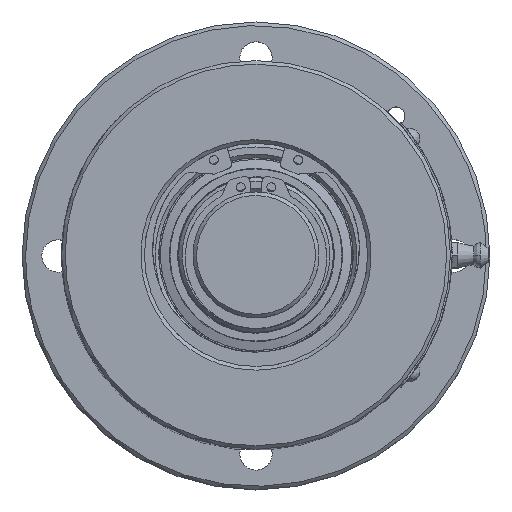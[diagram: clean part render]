
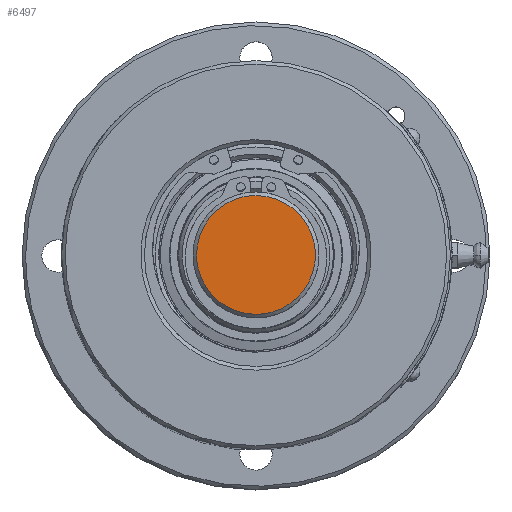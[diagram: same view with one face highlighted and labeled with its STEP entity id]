
A CAD part, top view. The second image highlights one B-rep face of the part: STEP entity #6497.
In plain terms, the highlighted planar face has unit normal (0, 0, 1).
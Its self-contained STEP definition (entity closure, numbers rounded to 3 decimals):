
#1935 = CARTESIAN_POINT ( 'NONE',  ( 4.278, 15.972, 178.9 ) ) ;
#2713 = CARTESIAN_POINT ( 'NONE',  ( -2.16, 16.394, 178.9 ) ) ;
#2854 = CARTESIAN_POINT ( 'NONE',  ( 0., 16.5, 178.9 ) ) ;
#3906 = AXIS2_PLACEMENT_3D ( 'NONE', #5080, #8957, #21763 ) ;
#4799 = CARTESIAN_POINT ( 'NONE',  ( 10.065, 13.119, 178.9 ) ) ;
#4944 = CARTESIAN_POINT ( 'NONE',  ( 1.08, 16.5, 178.9 ) ) ;
#4959 = EDGE_LOOP ( 'NONE', ( #38790, #12217 ) ) ;
#5080 = CARTESIAN_POINT ( 'NONE',  ( 0., 0., 178.9 ) ) ;
#5353 = CARTESIAN_POINT ( 'NONE',  ( 16.5, 1.08, 178.9 ) ) ;
#5373 = B_SPLINE_CURVE_WITH_KNOTS ( 'NONE', 3,
 ( #42078, #32221, #25388, #25948, #29219, #15767, #9024, #12601, #39060, #31944, #35501, #18944, #12329, #32499, #12462, #16038, #19082, #42209, #38783, #19216, #22655, #12863, #6133, #42349, #22249, #35630, #25536, #15903, #5852, #29085, #9434, #2713, #22517, #2854 ),
 .UNSPECIFIED., .F., .F.,
 ( 4, 2, 2, 2, 2, 2, 2, 2, 2, 2, 2, 2, 2, 2, 2, 2, 4 ),
 ( 0., 0.062, 0.125, 0.187, 0.25, 0.312, 0.375, 0.438, 0.5, 0.563, 0.625, 0.688, 0.75, 0.813, 0.875, 0.937, 1. ),
 .UNSPECIFIED. ) ;
#5852 = CARTESIAN_POINT ( 'NONE',  ( -7.312, 14.831, 178.9 ) ) ;
#6018 = CARTESIAN_POINT ( 'NONE',  ( 10.904, -12.431, 178.9 ) ) ;
#6133 = CARTESIAN_POINT ( 'NONE',  ( -14.319, 8.269, 178.9 ) ) ;
#6497 = ADVANCED_FACE ( 'NONE', ( #22960 ), #38031, .F. ) ;
#8108 = CARTESIAN_POINT ( 'NONE',  ( 15.972, -4.278, 178.9 ) ) ;
#8536 = CARTESIAN_POINT ( 'NONE',  ( 0., 16.5, 178.9 ) ) ;
#8957 = DIRECTION ( 'NONE',  ( 0., 0., -1. ) ) ;
#9024 = CARTESIAN_POINT ( 'NONE',  ( -8.269, -14.319, 178.9 ) ) ;
#9434 = CARTESIAN_POINT ( 'NONE',  ( -4.278, 15.972, 178.9 ) ) ;
#9459 = CARTESIAN_POINT ( 'NONE',  ( 10.065, -13.119, 178.9 ) ) ;
#12217 = ORIENTED_EDGE ( 'NONE', *, *, #39020, .F. ) ;
#12329 = CARTESIAN_POINT ( 'NONE',  ( -14.831, -7.312, 178.9 ) ) ;
#12462 = CARTESIAN_POINT ( 'NONE',  ( -15.972, -4.278, 178.9 ) ) ;
#12601 = CARTESIAN_POINT ( 'NONE',  ( -10.065, -13.119, 178.9 ) ) ;
#12863 = CARTESIAN_POINT ( 'NONE',  ( -14.831, 7.312, 178.9 ) ) ;
#13025 = CARTESIAN_POINT ( 'NONE',  ( 1.08, -16.5, 178.9 ) ) ;
#15040 = EDGE_CURVE ( 'NONE', #15112, #28227, #5373, .T. ) ;
#15112 = VERTEX_POINT ( 'NONE', #36197 ) ;
#15130 = CARTESIAN_POINT ( 'NONE',  ( 14.831, 7.312, 178.9 ) ) ;
#15767 = CARTESIAN_POINT ( 'NONE',  ( -7.312, -14.831, 178.9 ) ) ;
#15903 = CARTESIAN_POINT ( 'NONE',  ( -8.269, 14.319, 178.9 ) ) ;
#16038 = CARTESIAN_POINT ( 'NONE',  ( -16.394, -2.16, 178.9 ) ) ;
#16211 = CARTESIAN_POINT ( 'NONE',  ( 8.269, -14.319, 178.9 ) ) ;
#16346 = CARTESIAN_POINT ( 'NONE',  ( 4.278, -15.972, 178.9 ) ) ;
#17889 = CARTESIAN_POINT ( 'NONE',  ( 15.657, 5.317, 178.9 ) ) ;
#18317 = CARTESIAN_POINT ( 'NONE',  ( 2.16, 16.394, 178.9 ) ) ;
#18479 = B_SPLINE_CURVE_WITH_KNOTS ( 'NONE', 3,
 ( #8536, #4944, #18317, #1935, #24896, #31173, #31455, #4799, #34746, #37609, #25044, #27774, #15130, #17889, #38029, #21761, #5353, #28331, #40759, #8108, #26114, #19384, #29245, #42235, #22681, #6018, #9459, #16211, #19243, #32662, #16346, #38671, #13025, #22545 ),
 .UNSPECIFIED., .F., .F.,
 ( 4, 2, 2, 2, 2, 2, 2, 2, 2, 2, 2, 2, 2, 2, 2, 2, 4 ),
 ( 0., 0.062, 0.125, 0.187, 0.25, 0.312, 0.375, 0.437, 0.5, 0.562, 0.625, 0.687, 0.75, 0.812, 0.875, 0.937, 1. ),
 .UNSPECIFIED. ) ;
#18944 = CARTESIAN_POINT ( 'NONE',  ( -14.319, -8.269, 178.9 ) ) ;
#19082 = CARTESIAN_POINT ( 'NONE',  ( -16.5, -1.08, 178.9 ) ) ;
#19216 = CARTESIAN_POINT ( 'NONE',  ( -15.972, 4.278, 178.9 ) ) ;
#19243 = CARTESIAN_POINT ( 'NONE',  ( 7.312, -14.831, 178.9 ) ) ;
#19384 = CARTESIAN_POINT ( 'NONE',  ( 14.831, -7.312, 178.9 ) ) ;
#20576 = CARTESIAN_POINT ( 'NONE',  ( 0., 16.5, 178.9 ) ) ;
#21761 = CARTESIAN_POINT ( 'NONE',  ( 16.394, 2.16, 178.9 ) ) ;
#21763 = DIRECTION ( 'NONE',  ( -1., 0., 0. ) ) ;
#22249 = CARTESIAN_POINT ( 'NONE',  ( -12.431, 10.904, 178.9 ) ) ;
#22517 = CARTESIAN_POINT ( 'NONE',  ( -1.08, 16.5, 178.9 ) ) ;
#22545 = CARTESIAN_POINT ( 'NONE',  ( 0., -16.5, 178.9 ) ) ;
#22655 = CARTESIAN_POINT ( 'NONE',  ( -15.657, 5.317, 178.9 ) ) ;
#22681 = CARTESIAN_POINT ( 'NONE',  ( 12.431, -10.904, 178.9 ) ) ;
#22960 = FACE_OUTER_BOUND ( 'NONE', #4959, .T. ) ;
#24896 = CARTESIAN_POINT ( 'NONE',  ( 5.317, 15.657, 178.9 ) ) ;
#25044 = CARTESIAN_POINT ( 'NONE',  ( 13.119, 10.065, 178.9 ) ) ;
#25388 = CARTESIAN_POINT ( 'NONE',  ( -2.16, -16.394, 178.9 ) ) ;
#25536 = CARTESIAN_POINT ( 'NONE',  ( -10.065, 13.119, 178.9 ) ) ;
#25948 = CARTESIAN_POINT ( 'NONE',  ( -4.278, -15.972, 178.9 ) ) ;
#26114 = CARTESIAN_POINT ( 'NONE',  ( 15.657, -5.317, 178.9 ) ) ;
#27774 = CARTESIAN_POINT ( 'NONE',  ( 14.319, 8.269, 178.9 ) ) ;
#28227 = VERTEX_POINT ( 'NONE', #20576 ) ;
#28331 = CARTESIAN_POINT ( 'NONE',  ( 16.5, -1.08, 178.9 ) ) ;
#29085 = CARTESIAN_POINT ( 'NONE',  ( -5.317, 15.657, 178.9 ) ) ;
#29219 = CARTESIAN_POINT ( 'NONE',  ( -5.317, -15.657, 178.9 ) ) ;
#29245 = CARTESIAN_POINT ( 'NONE',  ( 14.319, -8.269, 178.9 ) ) ;
#31173 = CARTESIAN_POINT ( 'NONE',  ( 7.312, 14.831, 178.9 ) ) ;
#31455 = CARTESIAN_POINT ( 'NONE',  ( 8.269, 14.319, 178.9 ) ) ;
#31944 = CARTESIAN_POINT ( 'NONE',  ( -12.431, -10.904, 178.9 ) ) ;
#32221 = CARTESIAN_POINT ( 'NONE',  ( -1.08, -16.5, 178.9 ) ) ;
#32499 = CARTESIAN_POINT ( 'NONE',  ( -15.657, -5.317, 178.9 ) ) ;
#32662 = CARTESIAN_POINT ( 'NONE',  ( 5.317, -15.657, 178.9 ) ) ;
#34746 = CARTESIAN_POINT ( 'NONE',  ( 10.904, 12.431, 178.9 ) ) ;
#35501 = CARTESIAN_POINT ( 'NONE',  ( -13.119, -10.065, 178.9 ) ) ;
#35630 = CARTESIAN_POINT ( 'NONE',  ( -10.904, 12.431, 178.9 ) ) ;
#36197 = CARTESIAN_POINT ( 'NONE',  ( 0., -16.5, 178.9 ) ) ;
#37609 = CARTESIAN_POINT ( 'NONE',  ( 12.431, 10.904, 178.9 ) ) ;
#38029 = CARTESIAN_POINT ( 'NONE',  ( 15.972, 4.278, 178.9 ) ) ;
#38031 = PLANE ( 'NONE',  #3906 ) ;
#38671 = CARTESIAN_POINT ( 'NONE',  ( 2.16, -16.394, 178.9 ) ) ;
#38783 = CARTESIAN_POINT ( 'NONE',  ( -16.394, 2.16, 178.9 ) ) ;
#38790 = ORIENTED_EDGE ( 'NONE', *, *, #15040, .F. ) ;
#39020 = EDGE_CURVE ( 'NONE', #28227, #15112, #18479, .T. ) ;
#39060 = CARTESIAN_POINT ( 'NONE',  ( -10.904, -12.431, 178.9 ) ) ;
#40759 = CARTESIAN_POINT ( 'NONE',  ( 16.394, -2.16, 178.9 ) ) ;
#42078 = CARTESIAN_POINT ( 'NONE',  ( 0., -16.5, 178.9 ) ) ;
#42209 = CARTESIAN_POINT ( 'NONE',  ( -16.5, 1.08, 178.9 ) ) ;
#42235 = CARTESIAN_POINT ( 'NONE',  ( 13.119, -10.065, 178.9 ) ) ;
#42349 = CARTESIAN_POINT ( 'NONE',  ( -13.119, 10.065, 178.9 ) ) ;
